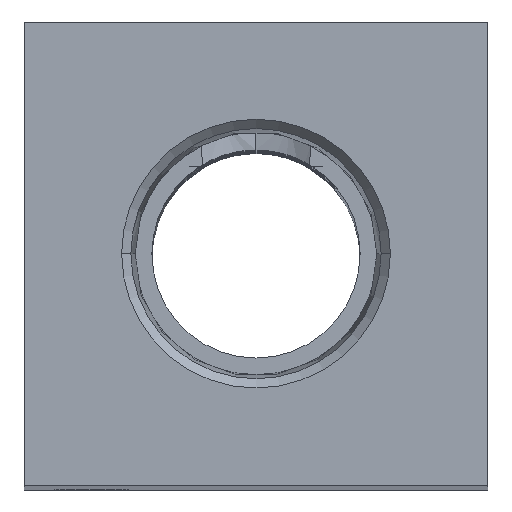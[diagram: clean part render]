
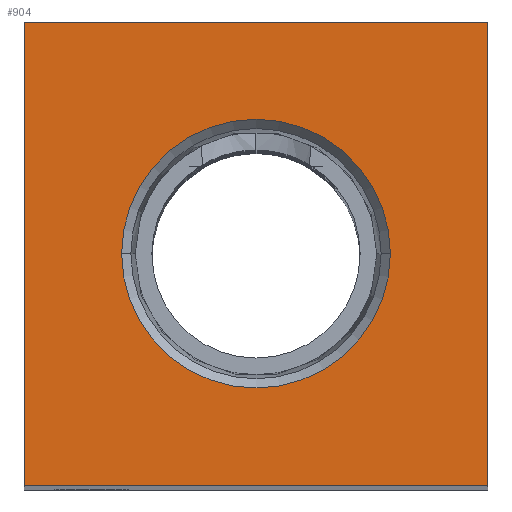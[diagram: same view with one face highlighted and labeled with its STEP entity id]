
A CAD part, top view. The second image highlights one B-rep face of the part: STEP entity #904.
In plain terms, the highlighted planar face has unit normal (0, 0, 1).
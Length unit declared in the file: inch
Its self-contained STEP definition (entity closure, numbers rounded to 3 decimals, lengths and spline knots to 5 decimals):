
#44 = CARTESIAN_POINT ( 'NONE',  ( 0.3626, 0., 3.6875 ) ) ;
#59 = DIRECTION ( 'NONE',  ( 0., 1., 0. ) ) ;
#128 = DIRECTION ( 'NONE',  ( 0., 0., 1. ) ) ;
#130 = CARTESIAN_POINT ( 'NONE',  ( -0.625, 0.625, 3.6875 ) ) ;
#273 = DIRECTION ( 'NONE',  ( 1., 0., 0. ) ) ;
#278 = DIRECTION ( 'NONE',  ( 0., 0., 1. ) ) ;
#307 = LINE ( 'NONE', #368, #1974 ) ;
#357 = PLANE ( 'NONE',  #2201 ) ;
#368 = CARTESIAN_POINT ( 'NONE',  ( 0.625, -0.625, 3.6875 ) ) ;
#484 = FACE_BOUND ( 'NONE', #3423, .T. ) ;
#508 = CARTESIAN_POINT ( 'NONE',  ( 0., 0., 3.6875 ) ) ;
#564 = ORIENTED_EDGE ( 'NONE', *, *, #3953, .T. ) ;
#824 = VECTOR ( 'NONE', #2275, 39.37008 ) ;
#826 = VECTOR ( 'NONE', #1215, 39.37008 ) ;
#904 = ADVANCED_FACE ( 'NONE', ( #484, #3574 ), #357, .T. ) ;
#925 = CARTESIAN_POINT ( 'NONE',  ( -0.3626, 0., 3.6875 ) ) ;
#943 = VERTEX_POINT ( 'NONE', #130 ) ;
#1090 = EDGE_CURVE ( 'NONE', #3849, #2729, #1658, .T. ) ;
#1215 = DIRECTION ( 'NONE',  ( 1., 0., 0. ) ) ;
#1235 = CARTESIAN_POINT ( 'NONE',  ( 0.625, 0.625, 3.6875 ) ) ;
#1252 = ORIENTED_EDGE ( 'NONE', *, *, #1090, .F. ) ;
#1284 = CARTESIAN_POINT ( 'NONE',  ( 0.625, -0.625, 3.6875 ) ) ;
#1389 = ORIENTED_EDGE ( 'NONE', *, *, #2893, .F. ) ;
#1509 = CIRCLE ( 'NONE', #2365, 0.3626 ) ;
#1653 = CARTESIAN_POINT ( 'NONE',  ( -0.625, -0.625, 3.6875 ) ) ;
#1655 = LINE ( 'NONE', #1284, #826 ) ;
#1658 = CIRCLE ( 'NONE', #3637, 0.3626 ) ;
#1676 = CARTESIAN_POINT ( 'NONE',  ( 0.625, -0.625, 3.6875 ) ) ;
#1728 = EDGE_CURVE ( 'NONE', #3802, #943, #3366, .T. ) ;
#1773 = EDGE_LOOP ( 'NONE', ( #3658, #3955, #564, #2878 ) ) ;
#1974 = VECTOR ( 'NONE', #59, 39.37008 ) ;
#1994 = CARTESIAN_POINT ( 'NONE',  ( 0., 0., 3.6875 ) ) ;
#2137 = VECTOR ( 'NONE', #3928, 39.37008 ) ;
#2201 = AXIS2_PLACEMENT_3D ( 'NONE', #508, #278, #273 ) ;
#2275 = DIRECTION ( 'NONE',  ( -1., 0., 0. ) ) ;
#2309 = DIRECTION ( 'NONE',  ( 1., 0., 0. ) ) ;
#2344 = CARTESIAN_POINT ( 'NONE',  ( 0.625, 0.625, 3.6875 ) ) ;
#2365 = AXIS2_PLACEMENT_3D ( 'NONE', #1994, #128, #2309 ) ;
#2431 = EDGE_CURVE ( 'NONE', #2587, #2879, #1655, .T. ) ;
#2587 = VERTEX_POINT ( 'NONE', #1653 ) ;
#2729 = VERTEX_POINT ( 'NONE', #44 ) ;
#2878 = ORIENTED_EDGE ( 'NONE', *, *, #1728, .T. ) ;
#2879 = VERTEX_POINT ( 'NONE', #1676 ) ;
#2893 = EDGE_CURVE ( 'NONE', #2729, #3849, #1509, .T. ) ;
#2990 = EDGE_CURVE ( 'NONE', #943, #2587, #3234, .T. ) ;
#3234 = LINE ( 'NONE', #3627, #2137 ) ;
#3366 = LINE ( 'NONE', #2344, #824 ) ;
#3423 = EDGE_LOOP ( 'NONE', ( #1389, #1252 ) ) ;
#3574 = FACE_OUTER_BOUND ( 'NONE', #1773, .T. ) ;
#3627 = CARTESIAN_POINT ( 'NONE',  ( -0.625, -0.625, 3.6875 ) ) ;
#3637 = AXIS2_PLACEMENT_3D ( 'NONE', #3916, #3905, #3892 ) ;
#3658 = ORIENTED_EDGE ( 'NONE', *, *, #2990, .T. ) ;
#3802 = VERTEX_POINT ( 'NONE', #1235 ) ;
#3849 = VERTEX_POINT ( 'NONE', #925 ) ;
#3892 = DIRECTION ( 'NONE',  ( 1., 0., 0. ) ) ;
#3905 = DIRECTION ( 'NONE',  ( 0., 0., 1. ) ) ;
#3916 = CARTESIAN_POINT ( 'NONE',  ( 0., 0., 3.6875 ) ) ;
#3928 = DIRECTION ( 'NONE',  ( 0., -1., 0. ) ) ;
#3953 = EDGE_CURVE ( 'NONE', #2879, #3802, #307, .T. ) ;
#3955 = ORIENTED_EDGE ( 'NONE', *, *, #2431, .T. ) ;
